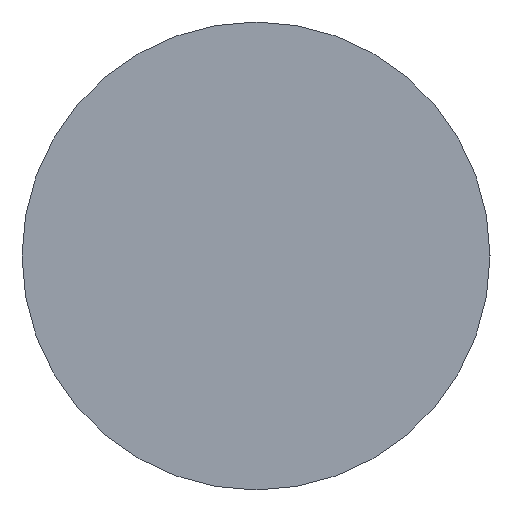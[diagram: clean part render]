
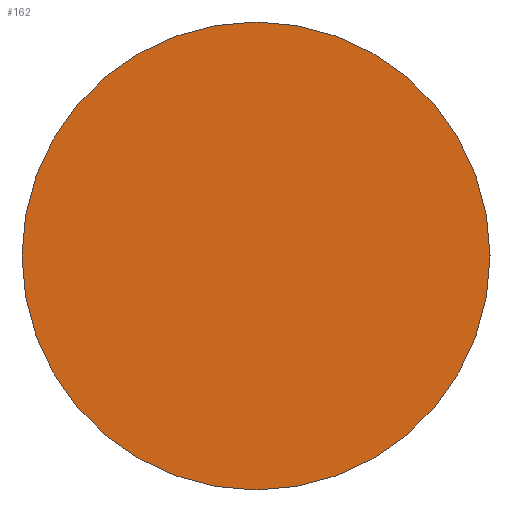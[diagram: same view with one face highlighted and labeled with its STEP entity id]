
A CAD part, left-side view. The second image highlights one B-rep face of the part: STEP entity #162.
In plain terms, the highlighted planar face has unit normal (-1, 0, 0).
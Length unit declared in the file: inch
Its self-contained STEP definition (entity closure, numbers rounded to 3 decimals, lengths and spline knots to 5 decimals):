
#2 = VERTEX_POINT ( 'NONE', #61 ) ;
#9 = PLANE ( 'NONE',  #111 ) ;
#10 = DIRECTION ( 'NONE',  ( 0., 0., -1. ) ) ;
#13 = DIRECTION ( 'NONE',  ( 0., 0., -1. ) ) ;
#18 = ORIENTED_EDGE ( 'NONE', *, *, #43, .F. ) ;
#25 = DIRECTION ( 'NONE',  ( 1., 0., 0. ) ) ;
#29 = CIRCLE ( 'NONE', #114, 0.0065 ) ;
#43 = EDGE_CURVE ( 'NONE', #2, #126, #83, .T. ) ;
#49 = FACE_OUTER_BOUND ( 'NONE', #158, .T. ) ;
#61 = CARTESIAN_POINT ( 'NONE',  ( 0., 0., -0.0065 ) ) ;
#83 = CIRCLE ( 'NONE', #86, 0.0065 ) ;
#86 = AXIS2_PLACEMENT_3D ( 'NONE', #127, #129, #116 ) ;
#109 = CARTESIAN_POINT ( 'NONE',  ( 0., 0., 0. ) ) ;
#111 = AXIS2_PLACEMENT_3D ( 'NONE', #109, #25, #10 ) ;
#114 = AXIS2_PLACEMENT_3D ( 'NONE', #178, #136, #13 ) ;
#116 = DIRECTION ( 'NONE',  ( 0., 0., -1. ) ) ;
#126 = VERTEX_POINT ( 'NONE', #132 ) ;
#127 = CARTESIAN_POINT ( 'NONE',  ( 0., 0., 0. ) ) ;
#129 = DIRECTION ( 'NONE',  ( 1., 0., 0. ) ) ;
#130 = ORIENTED_EDGE ( 'NONE', *, *, #166, .F. ) ;
#132 = CARTESIAN_POINT ( 'NONE',  ( 0., 0., 0.0065 ) ) ;
#136 = DIRECTION ( 'NONE',  ( 1., 0., 0. ) ) ;
#158 = EDGE_LOOP ( 'NONE', ( #130, #18 ) ) ;
#162 = ADVANCED_FACE ( 'NONE', ( #49 ), #9, .F. ) ;
#166 = EDGE_CURVE ( 'NONE', #126, #2, #29, .T. ) ;
#178 = CARTESIAN_POINT ( 'NONE',  ( 0., 0., 0. ) ) ;
